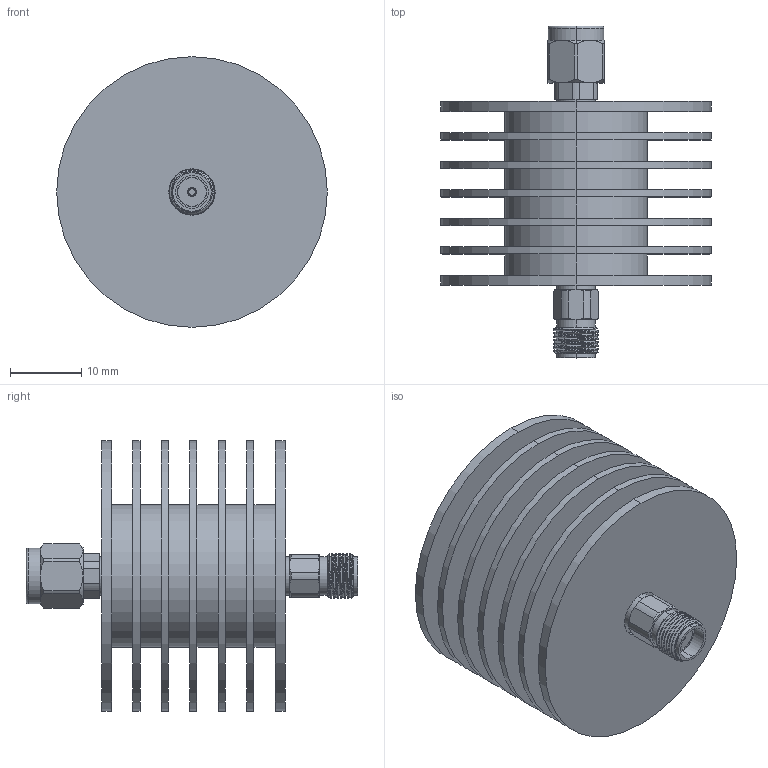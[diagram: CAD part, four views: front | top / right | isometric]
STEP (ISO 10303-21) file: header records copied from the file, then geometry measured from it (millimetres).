
FILE_DESCRIPTION (( 'STEP AP214' ), '1' );
FILE_NAME ('CA-S-9-3, Defeatured.STEP', '2025-09-23T21:21:49', ( '' ), ( '' ), 'SwSTEP 2.0', 'SolidWorks 2021', '' );
FILE_SCHEMA (( 'AUTOMOTIVE_DESIGN' ));
Length unit declared in the file: inch
Products named in the file (1): CA-S-9-3, Defeatured
Bounding box: 38 x 46.6 x 38 mm (x, y, z)
Volume: 15022.6 mm3; surface area: 15501.2 mm2
Topology: 8 solids, 8 shells, 247 faces, 568 edges, 367 vertices
Faces by surface type: cylinder 121, plane 80, cone 40, bspline 4, torus 2
Entity records: 12604 total; most frequent: CARTESIAN_POINT 3695, DIRECTION 1201, ORIENTED_EDGE 1136, EDGE_CURVE 568, AXIS2_PLACEMENT_3D 503, VERTEX_POINT 367, EDGE_LOOP 285, CIRCLE 259
